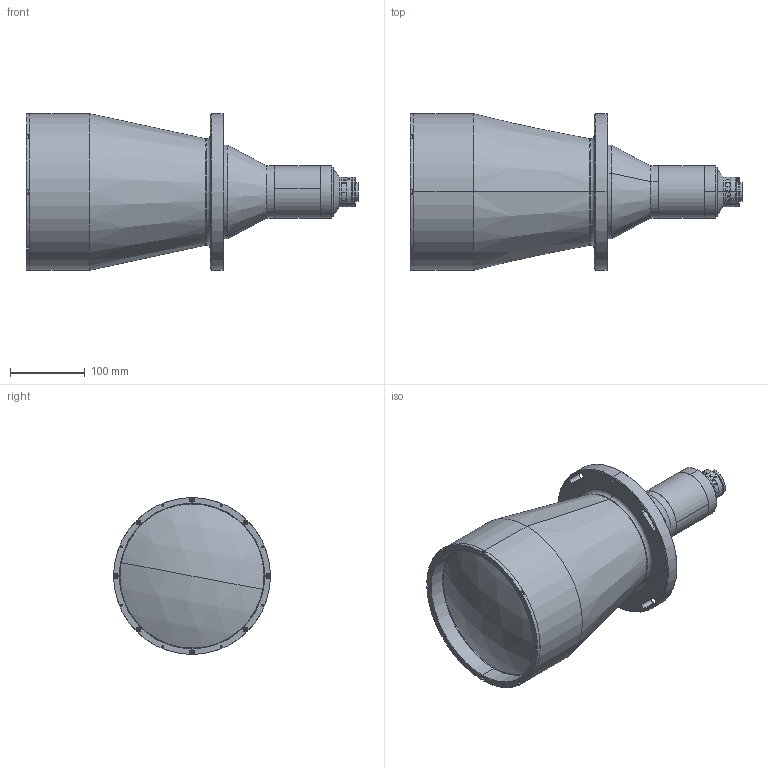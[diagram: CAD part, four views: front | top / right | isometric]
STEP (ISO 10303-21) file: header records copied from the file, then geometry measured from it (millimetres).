
FILE_DESCRIPTION (( 'STEP AP203' ), '1' );
FILE_NAME ('XF-PTL18208-C.STEP', '2019-07-23T01:38:48', ( 'puyufan' ), ( '' ), 'SwSTEP 2.0', 'SolidWorks 2014', '' );
FILE_SCHEMA (( 'CONFIG_CONTROL_DESIGN' ));
Length unit declared in the file: millimetre
Products named in the file (1): XF-PTL18208-C
Bounding box: 444.73 x 210 x 210 mm (x, y, z)
Surface area: 323983.3 mm2 (no closed solid volume)
Topology: 0 solids, 43 shells, 283 faces, 1277 edges, 1024 vertices
Faces by surface type: cylinder 131, plane 91, cone 42, torus 17, sphere 2
Entity records: 18578 total; most frequent: CARTESIAN_POINT 8345, DIRECTION 2101, ORIENTED_EDGE 1816, EDGE_CURVE 1269, VERTEX_POINT 1024, AXIS2_PLACEMENT_3D 804, CIRCLE 520, LINE 493
